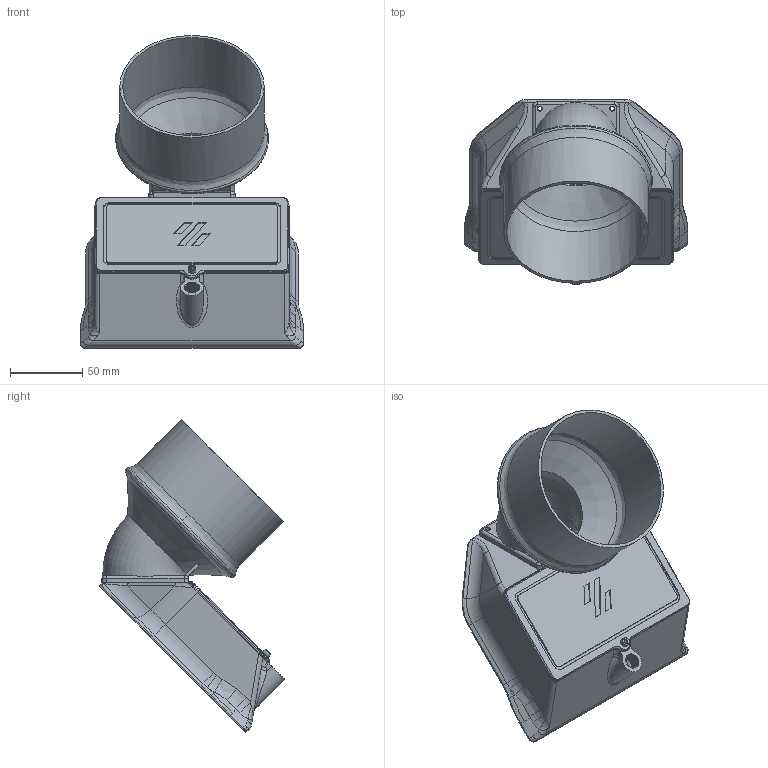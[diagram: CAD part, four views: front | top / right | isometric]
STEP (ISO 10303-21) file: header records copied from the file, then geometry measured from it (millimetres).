
FILE_DESCRIPTION(/* description */ (''),/* implementation_level */ '2;1');
FILE_NAME(/* name */ 'VORON2_v2.4_Exhaust_Adapter_100mm v6.step',/* time_stamp */ '2021-12-22T17:08:13+01:00',/* author */ (''),/* organization */ (''),/* preprocessor_version */ 'ST-DEVELOPER v18.1',/* originating_system */ 'Autodesk Translation Framework v10.10.0.1391',/* authorisation */ '');
FILE_SCHEMA (('AUTOMOTIVE_DESIGN { 1 0 10303 214 3 1 1 }'));
Length unit declared in the file: millimetre
Products named in the file (6): VORON2_v2.4_Exhaust_Adapter_100mm; Exhast Filter Housing v12; Exhast Housing; Rear Cover; M3x8 SHCS (1); M3 Threaded Insert (1)
Assembly tree (11 placements, depth 3):
  VORON2_v2.4_Exhaust_Adapter_100mm
    Exhast Filter Housing v12
      Exhast Housing
      Rear Cover
      M3x8 SHCS (1)
      M3 Threaded Insert (1)  x7
Bounding box: 154.8 x 128.47 x 216.87 mm (x, y, z)
Volume: 157015.1 mm3; surface area: 136358.7 mm2
Topology: 11 solids, 11 shells, 1202 faces, 3302 edges, 2163 vertices
Faces by surface type: bspline 620, cylinder 345, plane 186, cone 40, torus 11
Full cylindrical faces by diameter (mm): 2.9 x7, 3 x1, 3.4 x1, 3.5 x4, 4.2 x7, 4.25 x7, 4.4 x1, 4.6 x7, 4.7 x7, 5.5 x1, 9.1 x9, 9.928 x10, 11.5 x1, 55 x1, 96 x1, 100 x1
Entity records: 31117 total; most frequent: CARTESIAN_POINT 19182, ORIENTED_EDGE 2632, DIRECTION 2206, EDGE_CURVE 1316, AXIS2_PLACEMENT_3D 853, VERTEX_POINT 843, EDGE_LOOP 547, FACE_OUTER_BOUND 500
